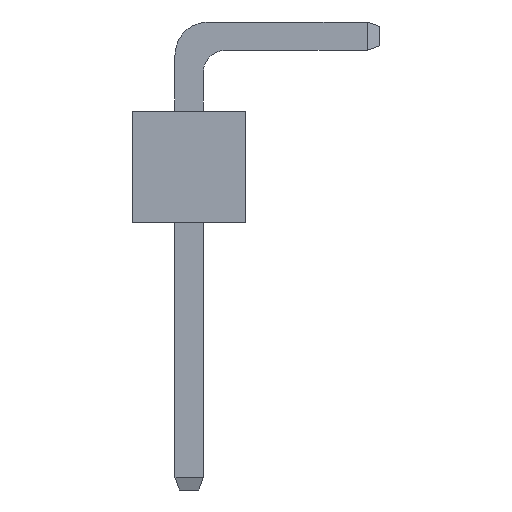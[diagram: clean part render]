
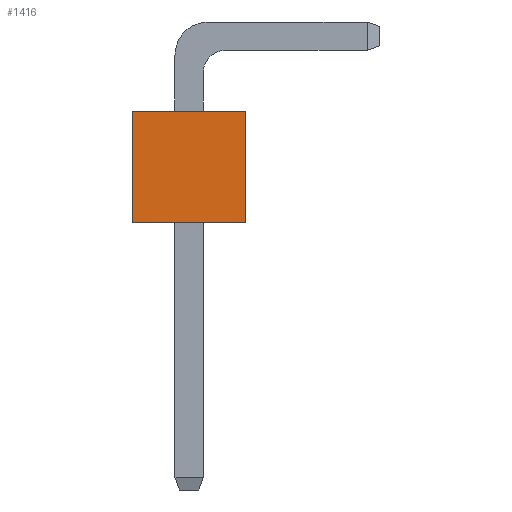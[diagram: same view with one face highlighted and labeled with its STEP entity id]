
A CAD part, left-side view. The second image highlights one B-rep face of the part: STEP entity #1416.
In plain terms, the highlighted planar face has unit normal (-1, 0, 0).
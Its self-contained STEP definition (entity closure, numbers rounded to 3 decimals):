
#35 = ORIENTED_EDGE ( 'NONE', *, *, #1376, .F. ) ;
#53 = PLANE ( 'NONE',  #4366 ) ;
#274 = EDGE_CURVE ( 'NONE', #4096, #3058, #4030, .T. ) ;
#388 = FACE_OUTER_BOUND ( 'NONE', #1614, .T. ) ;
#438 = CARTESIAN_POINT ( 'NONE',  ( 0., 5.54, -4.5 ) ) ;
#672 = CARTESIAN_POINT ( 'NONE',  ( 0., 5.54, -2. ) ) ;
#723 = LINE ( 'NONE', #438, #2610 ) ;
#804 = DIRECTION ( 'NONE',  ( 0., 1., 0. ) ) ;
#820 = EDGE_CURVE ( 'NONE', #2496, #4096, #2413, .T. ) ;
#852 = ORIENTED_EDGE ( 'NONE', *, *, #820, .T. ) ;
#929 = CARTESIAN_POINT ( 'NONE',  ( 0., 5.54, -4.25 ) ) ;
#994 = DIRECTION ( 'NONE',  ( 0., 0., 1. ) ) ;
#1065 = LINE ( 'NONE', #2532, #2880 ) ;
#1171 = VERTEX_POINT ( 'NONE', #1418 ) ;
#1376 = EDGE_CURVE ( 'NONE', #2496, #1171, #723, .T. ) ;
#1416 = ADVANCED_FACE ( 'NONE', ( #388 ), #53, .F. ) ;
#1418 = CARTESIAN_POINT ( 'NONE',  ( 0., 5.54, -4.5 ) ) ;
#1614 = EDGE_LOOP ( 'NONE', ( #852, #4577, #2289, #35 ) ) ;
#1829 = CARTESIAN_POINT ( 'NONE',  ( 0., 3., -2. ) ) ;
#1975 = DIRECTION ( 'NONE',  ( 1., 0., 0. ) ) ;
#2264 = CARTESIAN_POINT ( 'NONE',  ( 0., 5.54, -2. ) ) ;
#2289 = ORIENTED_EDGE ( 'NONE', *, *, #3174, .F. ) ;
#2413 = LINE ( 'NONE', #3499, #3477 ) ;
#2496 = VERTEX_POINT ( 'NONE', #3528 ) ;
#2532 = CARTESIAN_POINT ( 'NONE',  ( 0., 5.54, -4.25 ) ) ;
#2610 = VECTOR ( 'NONE', #804, 1000. ) ;
#2880 = VECTOR ( 'NONE', #3276, 1000. ) ;
#3058 = VERTEX_POINT ( 'NONE', #672 ) ;
#3174 = EDGE_CURVE ( 'NONE', #1171, #3058, #1065, .T. ) ;
#3276 = DIRECTION ( 'NONE',  ( 0., 0., 1. ) ) ;
#3441 = DIRECTION ( 'NONE',  ( 0., 1., 0. ) ) ;
#3477 = VECTOR ( 'NONE', #994, 1000. ) ;
#3499 = CARTESIAN_POINT ( 'NONE',  ( 0., 3., -4.25 ) ) ;
#3528 = CARTESIAN_POINT ( 'NONE',  ( 0., 3., -4.5 ) ) ;
#4016 = VECTOR ( 'NONE', #4415, 1000. ) ;
#4030 = LINE ( 'NONE', #2264, #4016 ) ;
#4096 = VERTEX_POINT ( 'NONE', #1829 ) ;
#4366 = AXIS2_PLACEMENT_3D ( 'NONE', #929, #1975, #3441 ) ;
#4415 = DIRECTION ( 'NONE',  ( 0., 1., 0. ) ) ;
#4577 = ORIENTED_EDGE ( 'NONE', *, *, #274, .T. ) ;
